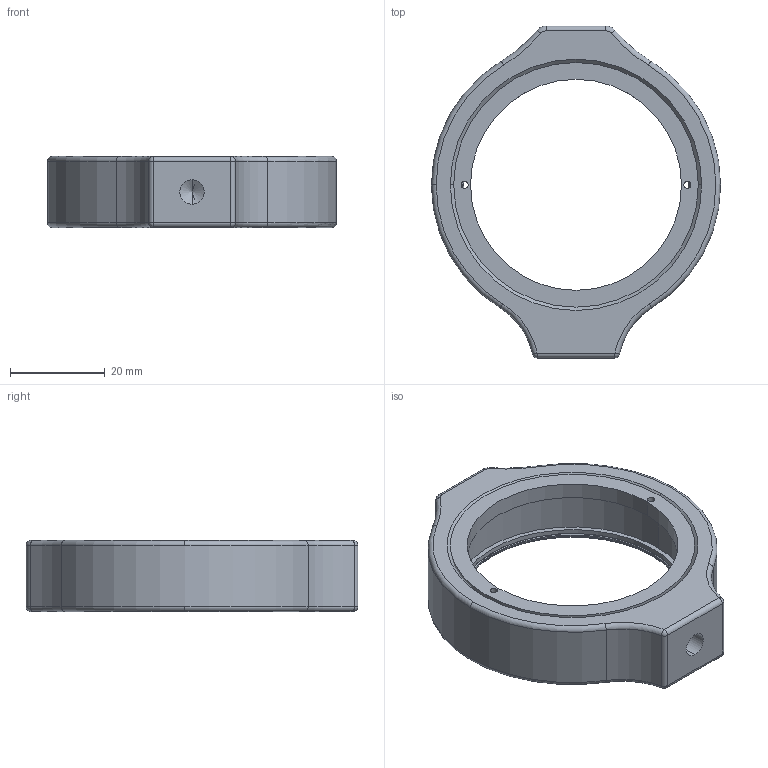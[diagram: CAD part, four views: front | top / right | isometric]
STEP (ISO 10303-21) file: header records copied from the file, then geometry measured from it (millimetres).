
FILE_DESCRIPTION (( 'STEP AP203' ), '1' );
FILE_NAME ('04MTC-2.STEP', '2016-03-07T03:01:16', ( '' ), ( '' ), 'SwSTEP 2.0', 'SolidWorks 2016', '' );
FILE_SCHEMA (( 'CONFIG_CONTROL_DESIGN' ));
Length unit declared in the file: millimetre
Products named in the file (1): 04MTC-2
Bounding box: 61 x 70 x 15 mm (x, y, z)
Volume: 18258.8 mm3; surface area: 10824.1 mm2
Topology: 3 solids, 3 shells, 78 faces, 177 edges, 100 vertices
Faces by surface type: cylinder 35, torus 24, plane 9, cone 6, sphere 4
Entity records: 2244 total; most frequent: DIRECTION 449, CARTESIAN_POINT 348, ORIENTED_EDGE 338, AXIS2_PLACEMENT_3D 201, EDGE_CURVE 169, CIRCLE 122, VERTEX_POINT 100, EDGE_LOOP 91
